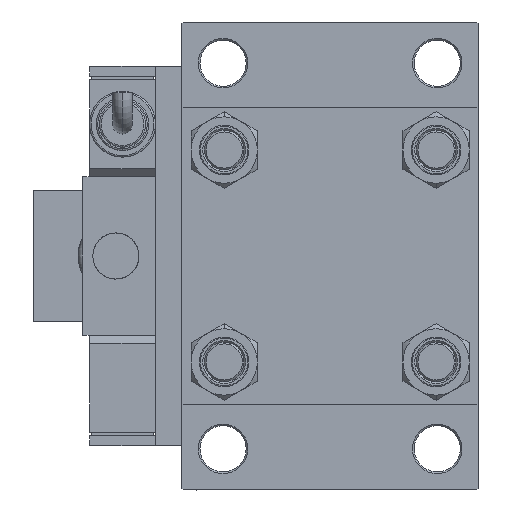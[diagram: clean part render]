
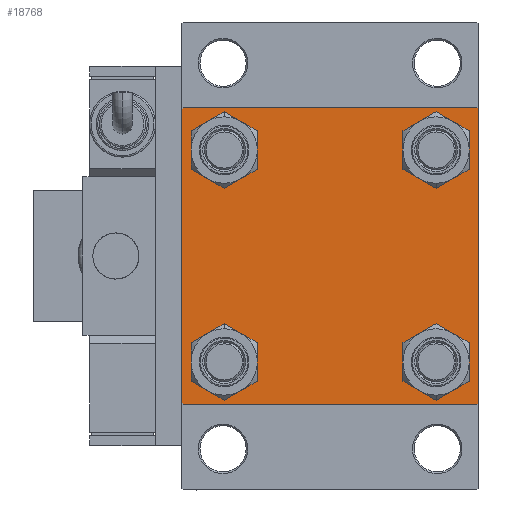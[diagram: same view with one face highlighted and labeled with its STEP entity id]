
A CAD part, left-side view. The second image highlights one B-rep face of the part: STEP entity #18768.
In plain terms, the highlighted planar face has unit normal (-1, 0, 0).
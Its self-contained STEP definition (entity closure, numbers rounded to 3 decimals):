
#169 = VERTEX_POINT ( 'NONE', #40469 ) ;
#1279 = DIRECTION ( 'NONE',  ( 0., 0.707, 0.707 ) ) ;
#2638 = EDGE_CURVE ( 'NONE', #26970, #42058, #21658, .T. ) ;
#3000 = DIRECTION ( 'NONE',  ( 0., 0., 1. ) ) ;
#3241 = ORIENTED_EDGE ( 'NONE', *, *, #22865, .T. ) ;
#3358 = CARTESIAN_POINT ( 'NONE',  ( 0., -32.15, 32.15 ) ) ;
#3522 = ORIENTED_EDGE ( 'NONE', *, *, #7652, .T. ) ;
#5713 = ORIENTED_EDGE ( 'NONE', *, *, #11257, .T. ) ;
#6563 = DIRECTION ( 'NONE',  ( 1., 0., 0. ) ) ;
#6755 = ORIENTED_EDGE ( 'NONE', *, *, #21267, .F. ) ;
#6782 = AXIS2_PLACEMENT_3D ( 'NONE', #49276, #20346, #11195 ) ;
#7652 = EDGE_CURVE ( 'NONE', #17665, #18908, #13810, .T. ) ;
#8360 = VERTEX_POINT ( 'NONE', #34471 ) ;
#8816 = DIRECTION ( 'NONE',  ( 0., 0., 1. ) ) ;
#9085 = CARTESIAN_POINT ( 'NONE',  ( 0., -32.15, -32.15 ) ) ;
#9090 = CIRCLE ( 'NONE', #48155, 6.5 ) ;
#9290 = CIRCLE ( 'NONE', #19935, 6.5 ) ;
#9797 = VECTOR ( 'NONE', #26963, 1000. ) ;
#9908 = VECTOR ( 'NONE', #1279, 1000. ) ;
#10263 = CIRCLE ( 'NONE', #15616, 6.5 ) ;
#10544 = DIRECTION ( 'NONE',  ( 0., 0., 1. ) ) ;
#10774 = DIRECTION ( 'NONE',  ( 0., 0., 1. ) ) ;
#10813 = CARTESIAN_POINT ( 'NONE',  ( 0., -32.15, 32.15 ) ) ;
#10974 = LINE ( 'NONE', #51640, #26334 ) ;
#11195 = DIRECTION ( 'NONE',  ( 0., 0., 1. ) ) ;
#11257 = EDGE_CURVE ( 'NONE', #35744, #34569, #32555, .T. ) ;
#12006 = PLANE ( 'NONE',  #38068 ) ;
#12573 = ORIENTED_EDGE ( 'NONE', *, *, #52231, .T. ) ;
#12925 = CARTESIAN_POINT ( 'NONE',  ( 0., -44.75, -44.75 ) ) ;
#12946 = EDGE_LOOP ( 'NONE', ( #3241, #54816 ) ) ;
#13041 = CARTESIAN_POINT ( 'NONE',  ( 0., 32.15, -38.65 ) ) ;
#13448 = EDGE_LOOP ( 'NONE', ( #39623, #38713 ) ) ;
#13486 = CARTESIAN_POINT ( 'NONE',  ( 0., 44.5, -45. ) ) ;
#13810 = LINE ( 'NONE', #30775, #43090 ) ;
#14942 = EDGE_CURVE ( 'NONE', #25021, #8360, #31771, .T. ) ;
#14977 = ORIENTED_EDGE ( 'NONE', *, *, #38272, .T. ) ;
#15014 = CARTESIAN_POINT ( 'NONE',  ( 0., 45., -44.5 ) ) ;
#15616 = AXIS2_PLACEMENT_3D ( 'NONE', #32451, #53844, #10774 ) ;
#15910 = FACE_BOUND ( 'NONE', #48466, .T. ) ;
#16152 = CIRCLE ( 'NONE', #21442, 6.5 ) ;
#16408 = ORIENTED_EDGE ( 'NONE', *, *, #46437, .T. ) ;
#16728 = VERTEX_POINT ( 'NONE', #39103 ) ;
#17317 = CARTESIAN_POINT ( 'NONE',  ( 0., -32.15, -25.65 ) ) ;
#17665 = VERTEX_POINT ( 'NONE', #38460 ) ;
#18249 = DIRECTION ( 'NONE',  ( 0., 0., 1. ) ) ;
#18384 = CARTESIAN_POINT ( 'NONE',  ( 0., 44.5, 45. ) ) ;
#18538 = ORIENTED_EDGE ( 'NONE', *, *, #14942, .F. ) ;
#18768 = ADVANCED_FACE ( 'NONE', ( #19525, #53990, #15910, #50093, #49827 ), #12006, .T. ) ;
#18908 = VERTEX_POINT ( 'NONE', #15014 ) ;
#19148 = CARTESIAN_POINT ( 'NONE',  ( 0., -32.15, 38.65 ) ) ;
#19398 = VECTOR ( 'NONE', #36227, 1000. ) ;
#19415 = CARTESIAN_POINT ( 'NONE',  ( 0., 44.75, 44.75 ) ) ;
#19525 = FACE_BOUND ( 'NONE', #12946, .T. ) ;
#19684 = DIRECTION ( 'NONE',  ( 0., -1., 0. ) ) ;
#19926 = ORIENTED_EDGE ( 'NONE', *, *, #30017, .T. ) ;
#19935 = AXIS2_PLACEMENT_3D ( 'NONE', #9085, #47183, #8816 ) ;
#20346 = DIRECTION ( 'NONE',  ( 1., 0., 0. ) ) ;
#20507 = LINE ( 'NONE', #19415, #36334 ) ;
#21146 = DIRECTION ( 'NONE',  ( 0., 0., 1. ) ) ;
#21267 = EDGE_CURVE ( 'NONE', #16728, #47432, #39762, .T. ) ;
#21442 = AXIS2_PLACEMENT_3D ( 'NONE', #10813, #28598, #3000 ) ;
#21658 = CIRCLE ( 'NONE', #28779, 6.5 ) ;
#22159 = CARTESIAN_POINT ( 'NONE',  ( 0., -45., -44.5 ) ) ;
#22514 = CARTESIAN_POINT ( 'NONE',  ( 0., -32.15, -38.65 ) ) ;
#22601 = ORIENTED_EDGE ( 'NONE', *, *, #54066, .T. ) ;
#22865 = EDGE_CURVE ( 'NONE', #45334, #169, #9090, .T. ) ;
#23867 = LINE ( 'NONE', #40831, #48649 ) ;
#25021 = VERTEX_POINT ( 'NONE', #18384 ) ;
#25235 = CARTESIAN_POINT ( 'NONE',  ( 0., 32.15, 38.65 ) ) ;
#25823 = AXIS2_PLACEMENT_3D ( 'NONE', #30160, #51281, #34607 ) ;
#26330 = LINE ( 'NONE', #29966, #9908 ) ;
#26334 = VECTOR ( 'NONE', #27383, 1000. ) ;
#26878 = DIRECTION ( 'NONE',  ( 0., 0., -1. ) ) ;
#26963 = DIRECTION ( 'NONE',  ( 0., 0., -1. ) ) ;
#26970 = VERTEX_POINT ( 'NONE', #22514 ) ;
#27172 = CIRCLE ( 'NONE', #50238, 6.5 ) ;
#27383 = DIRECTION ( 'NONE',  ( 0., -0.707, -0.707 ) ) ;
#28049 = VECTOR ( 'NONE', #43219, 1000. ) ;
#28528 = CARTESIAN_POINT ( 'NONE',  ( 0., -44.5, -45. ) ) ;
#28598 = DIRECTION ( 'NONE',  ( 1., 0., 0. ) ) ;
#28674 = DIRECTION ( 'NONE',  ( 0., 0., 1. ) ) ;
#28779 = AXIS2_PLACEMENT_3D ( 'NONE', #52246, #32235, #10544 ) ;
#29966 = CARTESIAN_POINT ( 'NONE',  ( 0., -44.75, 44.75 ) ) ;
#30017 = EDGE_CURVE ( 'NONE', #25021, #17665, #20507, .T. ) ;
#30160 = CARTESIAN_POINT ( 'NONE',  ( 0., 32.15, -32.15 ) ) ;
#30775 = CARTESIAN_POINT ( 'NONE',  ( 0., 45., 45. ) ) ;
#31771 = LINE ( 'NONE', #52624, #19398 ) ;
#31841 = VERTEX_POINT ( 'NONE', #42588 ) ;
#32235 = DIRECTION ( 'NONE',  ( 1., 0., 0. ) ) ;
#32451 = CARTESIAN_POINT ( 'NONE',  ( 0., 32.15, -32.15 ) ) ;
#32497 = ORIENTED_EDGE ( 'NONE', *, *, #50160, .T. ) ;
#32555 = CIRCLE ( 'NONE', #6782, 6.5 ) ;
#32558 = VERTEX_POINT ( 'NONE', #28528 ) ;
#33809 = EDGE_CURVE ( 'NONE', #54691, #31841, #34705, .T. ) ;
#34440 = CARTESIAN_POINT ( 'NONE',  ( 0., 32.15, 25.65 ) ) ;
#34471 = CARTESIAN_POINT ( 'NONE',  ( 0., -44.5, 45. ) ) ;
#34569 = VERTEX_POINT ( 'NONE', #34440 ) ;
#34607 = DIRECTION ( 'NONE',  ( 0., 0., 1. ) ) ;
#34705 = CIRCLE ( 'NONE', #25823, 6.5 ) ;
#35508 = CARTESIAN_POINT ( 'NONE',  ( 0., 32.15, 32.15 ) ) ;
#35549 = EDGE_CURVE ( 'NONE', #169, #45334, #16152, .T. ) ;
#35744 = VERTEX_POINT ( 'NONE', #25235 ) ;
#36227 = DIRECTION ( 'NONE',  ( 0., -1., 0. ) ) ;
#36334 = VECTOR ( 'NONE', #45283, 1000. ) ;
#37027 = DIRECTION ( 'NONE',  ( 1., 0., 0. ) ) ;
#37588 = DIRECTION ( 'NONE',  ( -1., 0., 0. ) ) ;
#38068 = AXIS2_PLACEMENT_3D ( 'NONE', #41759, #37588, #21146 ) ;
#38272 = EDGE_CURVE ( 'NONE', #16728, #8360, #26330, .T. ) ;
#38460 = CARTESIAN_POINT ( 'NONE',  ( 0., 45., 44.5 ) ) ;
#38713 = ORIENTED_EDGE ( 'NONE', *, *, #2638, .T. ) ;
#39103 = CARTESIAN_POINT ( 'NONE',  ( 0., -45., 44.5 ) ) ;
#39329 = LINE ( 'NONE', #12925, #28049 ) ;
#39623 = ORIENTED_EDGE ( 'NONE', *, *, #44517, .T. ) ;
#39762 = LINE ( 'NONE', #48656, #9797 ) ;
#40469 = CARTESIAN_POINT ( 'NONE',  ( 0., -32.15, 25.65 ) ) ;
#40831 = CARTESIAN_POINT ( 'NONE',  ( 0., 45., -45. ) ) ;
#41759 = CARTESIAN_POINT ( 'NONE',  ( 0., 0., 0. ) ) ;
#42058 = VERTEX_POINT ( 'NONE', #17317 ) ;
#42588 = CARTESIAN_POINT ( 'NONE',  ( 0., 32.15, -25.65 ) ) ;
#43090 = VECTOR ( 'NONE', #26878, 1000. ) ;
#43219 = DIRECTION ( 'NONE',  ( 0., -0.707, 0.707 ) ) ;
#44517 = EDGE_CURVE ( 'NONE', #42058, #26970, #9290, .T. ) ;
#45283 = DIRECTION ( 'NONE',  ( 0., 0.707, -0.707 ) ) ;
#45334 = VERTEX_POINT ( 'NONE', #19148 ) ;
#45914 = EDGE_CURVE ( 'NONE', #32558, #47432, #39329, .T. ) ;
#46405 = ORIENTED_EDGE ( 'NONE', *, *, #45914, .T. ) ;
#46437 = EDGE_CURVE ( 'NONE', #31841, #54691, #10263, .T. ) ;
#47183 = DIRECTION ( 'NONE',  ( 1., 0., 0. ) ) ;
#47432 = VERTEX_POINT ( 'NONE', #22159 ) ;
#47843 = ORIENTED_EDGE ( 'NONE', *, *, #33809, .T. ) ;
#48155 = AXIS2_PLACEMENT_3D ( 'NONE', #3358, #37027, #28674 ) ;
#48466 = EDGE_LOOP ( 'NONE', ( #16408, #47843 ) ) ;
#48649 = VECTOR ( 'NONE', #19684, 1000. ) ;
#48656 = CARTESIAN_POINT ( 'NONE',  ( 0., -45., 45. ) ) ;
#48826 = VERTEX_POINT ( 'NONE', #13486 ) ;
#49023 = EDGE_LOOP ( 'NONE', ( #5713, #32497 ) ) ;
#49276 = CARTESIAN_POINT ( 'NONE',  ( 0., 32.15, 32.15 ) ) ;
#49827 = FACE_OUTER_BOUND ( 'NONE', #53678, .T. ) ;
#50093 = FACE_BOUND ( 'NONE', #49023, .T. ) ;
#50160 = EDGE_CURVE ( 'NONE', #34569, #35744, #27172, .T. ) ;
#50238 = AXIS2_PLACEMENT_3D ( 'NONE', #35508, #6563, #18249 ) ;
#51281 = DIRECTION ( 'NONE',  ( 1., 0., 0. ) ) ;
#51640 = CARTESIAN_POINT ( 'NONE',  ( 0., 44.75, -44.75 ) ) ;
#52231 = EDGE_CURVE ( 'NONE', #18908, #48826, #10974, .T. ) ;
#52246 = CARTESIAN_POINT ( 'NONE',  ( 0., -32.15, -32.15 ) ) ;
#52624 = CARTESIAN_POINT ( 'NONE',  ( 0., 45., 45. ) ) ;
#53678 = EDGE_LOOP ( 'NONE', ( #3522, #12573, #22601, #46405, #6755, #14977, #18538, #19926 ) ) ;
#53844 = DIRECTION ( 'NONE',  ( 1., 0., 0. ) ) ;
#53990 = FACE_BOUND ( 'NONE', #13448, .T. ) ;
#54066 = EDGE_CURVE ( 'NONE', #48826, #32558, #23867, .T. ) ;
#54691 = VERTEX_POINT ( 'NONE', #13041 ) ;
#54816 = ORIENTED_EDGE ( 'NONE', *, *, #35549, .T. ) ;
